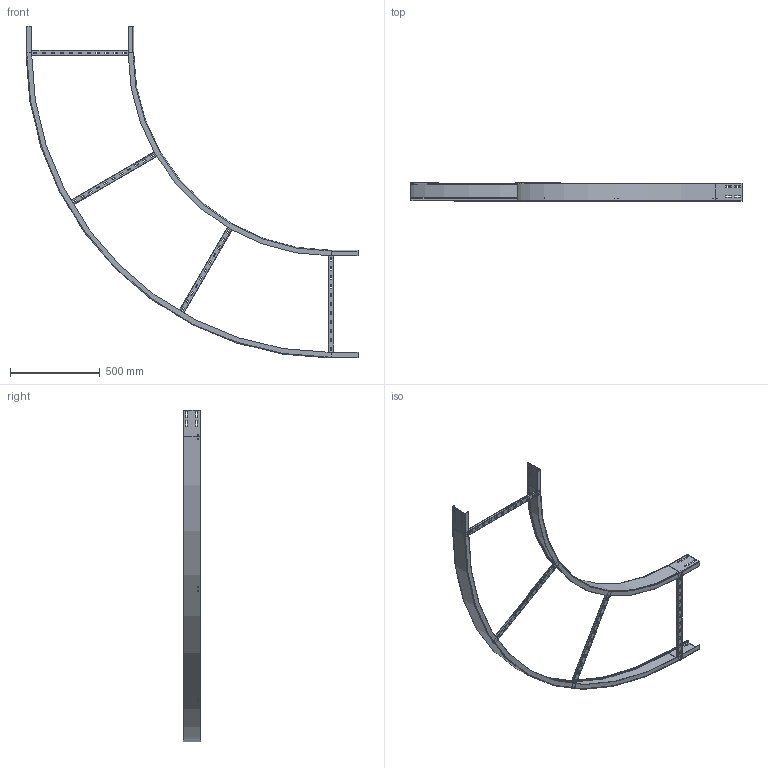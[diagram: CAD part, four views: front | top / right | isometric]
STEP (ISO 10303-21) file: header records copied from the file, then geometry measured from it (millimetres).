
FILE_DESCRIPTION(/* description */ (''),/* implementation_level */ '2;1');
FILE_NAME(/* name */ 'LDZC600H100N.stp',/* time_stamp */ '2020-03-25T12:40:59+01:00',/* author */ ('stanislaw.luczak'),/* organization */ (''),/* preprocessor_version */ 'ST-DEVELOPER v18',/* originating_system */ 'Autodesk Inventor 2020',/* authorisation */ '');
FILE_SCHEMA (('AUTOMOTIVE_DESIGN { 1 0 10303 214 3 1 1 }'));
Length unit declared in the file: millimetre
Products named in the file (4): LDC100H45N; ZH100N W 600; ZH100N zewnętrzny 600; szczebel 30x15x590
Assembly tree (6 placements, depth 2):
  LDC100H45N
    ZH100N W 600
    ZH100N zewnętrzny 600
    szczebel 30x15x590  x4
Bounding box: 1850 x 100 x 1850 mm (x, y, z)
Volume: 1628692 mm3; surface area: 1735881.6 mm2
Topology: 6 solids, 6 shells, 504 faces, 1260 edges, 768 vertices
Faces by surface type: plane 426, cylinder 66, torus 12
Entity records: 7671 total; most frequent: CARTESIAN_POINT 1288, ORIENTED_EDGE 1272, DIRECTION 1268, EDGE_CURVE 636, LINE 540, VECTOR 540, VERTEX_POINT 384, AXIS2_PLACEMENT_3D 364
